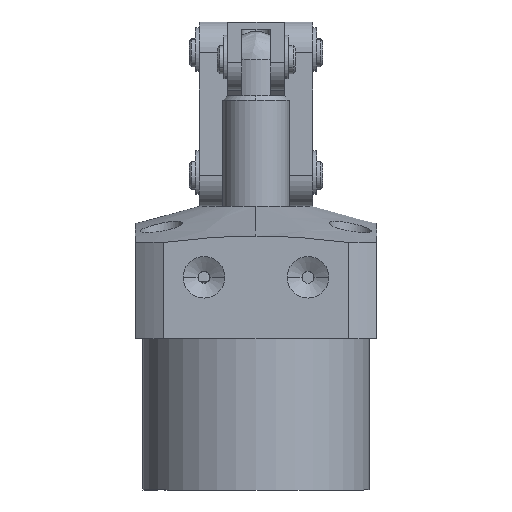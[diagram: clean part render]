
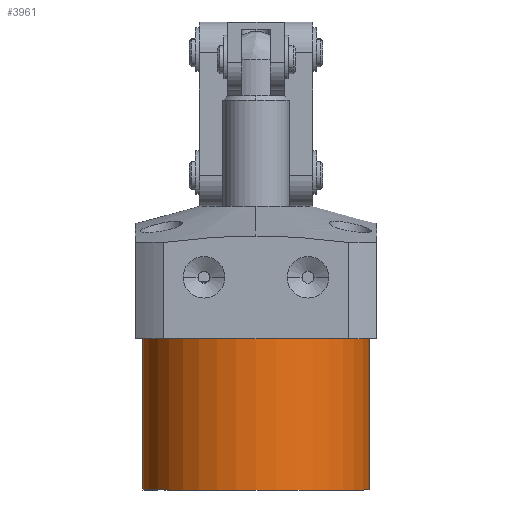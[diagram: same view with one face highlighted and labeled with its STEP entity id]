
A CAD part, left-side view. The second image highlights one B-rep face of the part: STEP entity #3961.
In plain terms, the highlighted cylindrical face has radius 24 mm (diameter 48 mm), a partial arc.
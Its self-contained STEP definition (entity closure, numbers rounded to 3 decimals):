
#124 = VERTEX_POINT ( 'NONE', #5406 ) ;
#369 = DIRECTION ( 'NONE',  ( 0., 1., 0. ) ) ;
#805 = VECTOR ( 'NONE', #1207, 1000. ) ;
#848 = VERTEX_POINT ( 'NONE', #2360 ) ;
#1081 = DIRECTION ( 'NONE',  ( 0., -1., 0. ) ) ;
#1207 = DIRECTION ( 'NONE',  ( 0., -1., 0. ) ) ;
#1664 = EDGE_CURVE ( 'NONE', #124, #2928, #1926, .T. ) ;
#1845 = ORIENTED_EDGE ( 'NONE', *, *, #1999, .F. ) ;
#1926 = CIRCLE ( 'NONE', #3086, 24. ) ;
#1999 = EDGE_CURVE ( 'NONE', #124, #848, #2673, .T. ) ;
#2157 = CYLINDRICAL_SURFACE ( 'NONE', #2642, 24. ) ;
#2209 = ORIENTED_EDGE ( 'NONE', *, *, #1664, .T. ) ;
#2360 = CARTESIAN_POINT ( 'NONE',  ( 0., 0., 24. ) ) ;
#2476 = DIRECTION ( 'NONE',  ( 0., 0., -1. ) ) ;
#2642 = AXIS2_PLACEMENT_3D ( 'NONE', #4367, #6458, #2476 ) ;
#2673 = LINE ( 'NONE', #6342, #3988 ) ;
#2928 = VERTEX_POINT ( 'NONE', #6348 ) ;
#2936 = EDGE_CURVE ( 'NONE', #6205, #848, #5714, .T. ) ;
#3086 = AXIS2_PLACEMENT_3D ( 'NONE', #4072, #1081, #4560 ) ;
#3134 = AXIS2_PLACEMENT_3D ( 'NONE', #3361, #369, #3851 ) ;
#3361 = CARTESIAN_POINT ( 'NONE',  ( 0., 0., 0. ) ) ;
#3831 = DIRECTION ( 'NONE',  ( 0., -1., 0. ) ) ;
#3851 = DIRECTION ( 'NONE',  ( 0., 0., -1. ) ) ;
#3961 = ADVANCED_FACE ( 'NONE', ( #6157 ), #2157, .T. ) ;
#3988 = VECTOR ( 'NONE', #3831, 1000. ) ;
#4072 = CARTESIAN_POINT ( 'NONE',  ( 0., 32., 0. ) ) ;
#4157 = CARTESIAN_POINT ( 'NONE',  ( 0., 0., -24. ) ) ;
#4367 = CARTESIAN_POINT ( 'NONE',  ( 0., -4.698, 0. ) ) ;
#4560 = DIRECTION ( 'NONE',  ( 0., 0., -1. ) ) ;
#4609 = EDGE_LOOP ( 'NONE', ( #1845, #2209, #5118, #4799 ) ) ;
#4700 = CARTESIAN_POINT ( 'NONE',  ( 0., -4.698, -24. ) ) ;
#4799 = ORIENTED_EDGE ( 'NONE', *, *, #2936, .T. ) ;
#4889 = EDGE_CURVE ( 'NONE', #2928, #6205, #5818, .T. ) ;
#5118 = ORIENTED_EDGE ( 'NONE', *, *, #4889, .T. ) ;
#5406 = CARTESIAN_POINT ( 'NONE',  ( 0., 32., 24. ) ) ;
#5714 = CIRCLE ( 'NONE', #3134, 24. ) ;
#5818 = LINE ( 'NONE', #4700, #805 ) ;
#6157 = FACE_OUTER_BOUND ( 'NONE', #4609, .T. ) ;
#6205 = VERTEX_POINT ( 'NONE', #4157 ) ;
#6342 = CARTESIAN_POINT ( 'NONE',  ( 0., -4.698, 24. ) ) ;
#6348 = CARTESIAN_POINT ( 'NONE',  ( 0., 32., -24. ) ) ;
#6458 = DIRECTION ( 'NONE',  ( 0., -1., 0. ) ) ;
